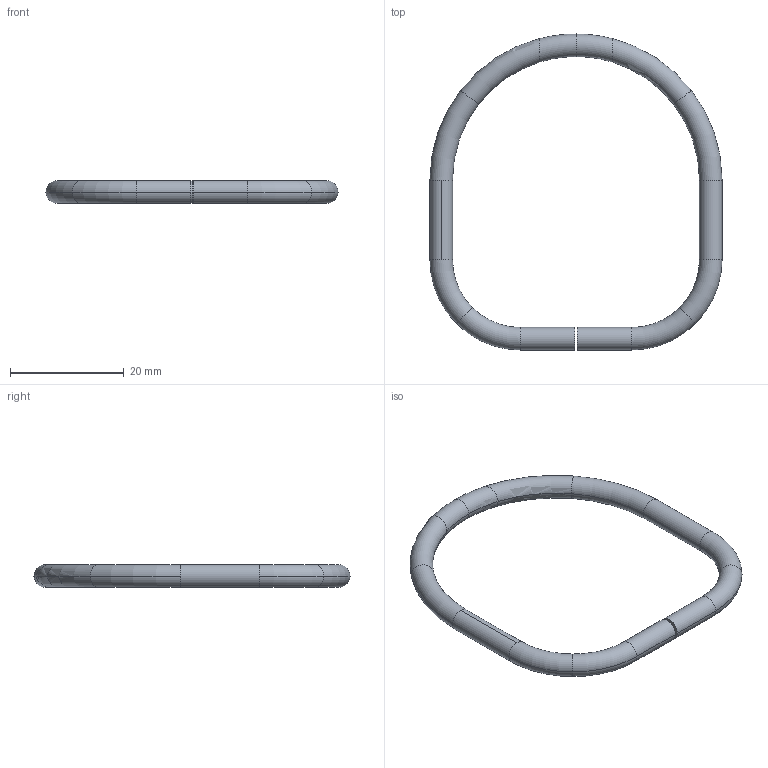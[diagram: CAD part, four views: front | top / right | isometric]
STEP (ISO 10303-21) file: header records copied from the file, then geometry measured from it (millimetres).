
FILE_DESCRIPTION((''),'2;1');
FILE_NAME('213-000172_HOOK_LIFT','2017-01-17T',('BGH44976'),(''),'CREO PARAMETRIC BY PTC INC, 2015080','CREO PARAMETRIC BY PTC INC, 2015080','');
FILE_SCHEMA(('AUTOMOTIVE_DESIGN { 1 0 10303 214 1 1 1 1 }'));
Length unit declared in the file: millimetre
Products named in the file (1): 213-000172_HOOK_LIFT
Bounding box: 51.31 x 55.5 x 3.97 mm (x, y, z)
Volume: 2041.1 mm3; surface area: 2082 mm2
Topology: 1 solids, 1 shells, 30 faces, 70 edges, 42 vertices
Faces by surface type: torus 20, cylinder 8, plane 2
Entity records: 1455 total; most frequent: CARTESIAN_POINT 206, DIRECTION 180, ORIENTED_EDGE 140, PRESENTATION_STYLE_ASSIGNMENT 101, AXIS2_PLACEMENT_3D 86, STYLED_ITEM 71, CURVE_STYLE 70, EDGE_CURVE 70
